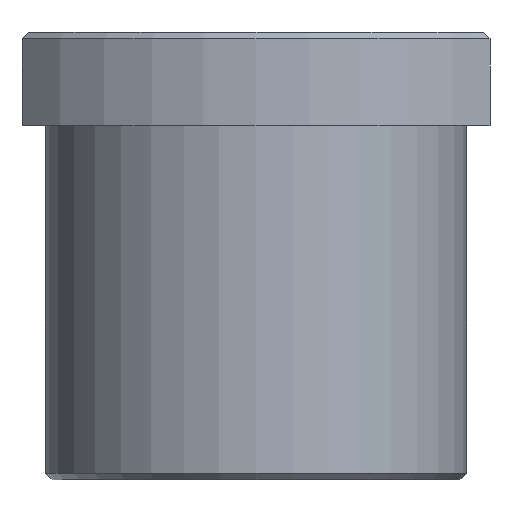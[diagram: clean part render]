
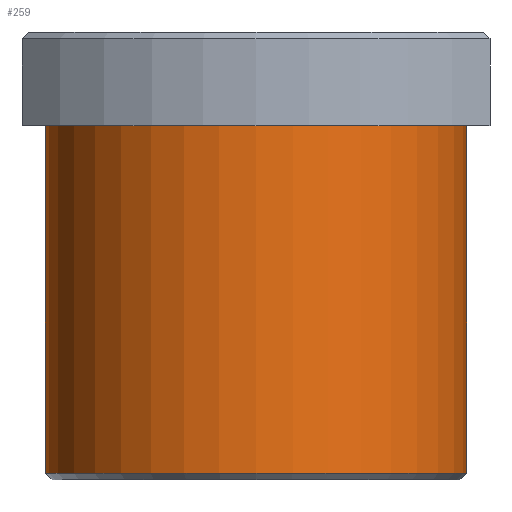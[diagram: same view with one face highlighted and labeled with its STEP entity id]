
A CAD part, front view. The second image highlights one B-rep face of the part: STEP entity #259.
In plain terms, the highlighted cylindrical face has radius 31.5 mm (diameter 63 mm), a full revolution.
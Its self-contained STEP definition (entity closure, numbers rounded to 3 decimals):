
#203=CYLINDRICAL_SURFACE('',#2602,31.5);
#217=CIRCLE('',#2600,31.5);
#218=CIRCLE('',#2601,31.5);
#259=ADVANCED_FACE('',(#677,#678),#203,.T.);
#677=FACE_BOUND('',#785,.T.);
#678=FACE_BOUND('',#786,.T.);
#785=EDGE_LOOP('',(#1065));
#786=EDGE_LOOP('',(#1066));
#1065=ORIENTED_EDGE('',*,*,#1973,.T.);
#1066=ORIENTED_EDGE('',*,*,#1974,.T.);
#1737=VERTEX_POINT('',#3677);
#1738=VERTEX_POINT('',#3679);
#1973=EDGE_CURVE('',#1737,#1737,#217,.T.);
#1974=EDGE_CURVE('',#1738,#1738,#218,.T.);
#2600=AXIS2_PLACEMENT_3D('',#3676,#2823,#2824);
#2601=AXIS2_PLACEMENT_3D('',#3678,#2825,#2826);
#2602=AXIS2_PLACEMENT_3D('',#3680,#2827,#2828);
#2823=DIRECTION('',(0.,0.,1.));
#2824=DIRECTION('',(1.,0.,0.));
#2825=DIRECTION('',(0.,0.,-1.));
#2826=DIRECTION('',(1.,0.,0.));
#2827=DIRECTION('',(0.,0.,-1.));
#2828=DIRECTION('',(-1.,0.,0.));
#3676=CARTESIAN_POINT('',(0.,0.,-66.));
#3677=CARTESIAN_POINT('',(31.5,0.,-66.));
#3678=CARTESIAN_POINT('',(0.,0.,-14.));
#3679=CARTESIAN_POINT('',(31.5,0.,-14.));
#3680=CARTESIAN_POINT('',(0.,0.,0.));
